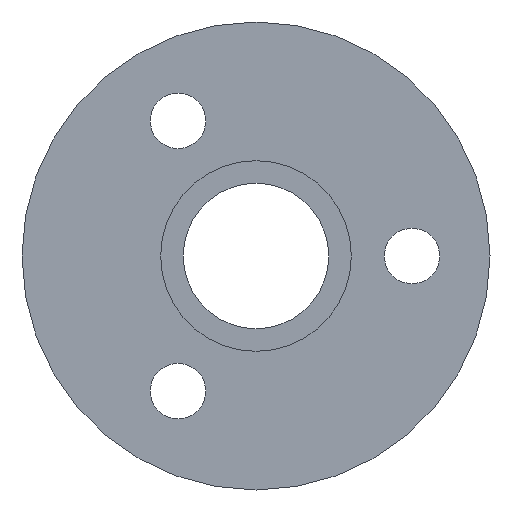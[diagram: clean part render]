
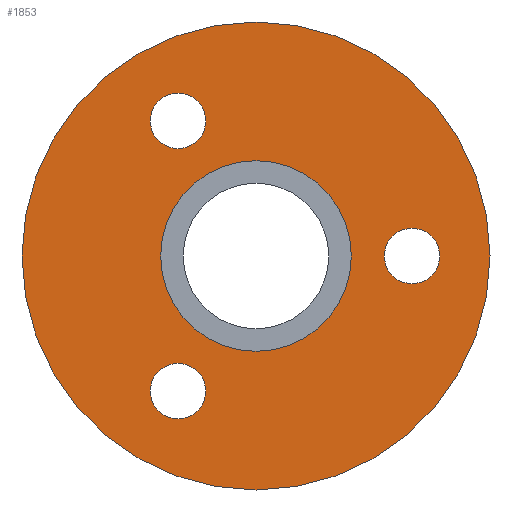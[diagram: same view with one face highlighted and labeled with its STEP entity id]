
A CAD part, left-side view. The second image highlights one B-rep face of the part: STEP entity #1853.
In plain terms, the highlighted planar face has unit normal (-1, 0, 0).
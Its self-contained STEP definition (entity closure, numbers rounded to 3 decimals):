
#126 = CYLINDRICAL_SURFACE('',#127,5.5);
#127 = AXIS2_PLACEMENT_3D('',#128,#129,#130);
#128 = CARTESIAN_POINT('',(0.,0.,0.));
#129 = DIRECTION('',(1.,0.,0.));
#130 = DIRECTION('',(0.,0.,1.));
#414 = EDGE_CURVE('',#415,#415,#417,.T.);
#415 = VERTEX_POINT('',#416);
#416 = CARTESIAN_POINT('',(0.,0.,5.5));
#417 = SURFACE_CURVE('',#418,(#423,#430),.PCURVE_S1.);
#418 = CIRCLE('',#419,5.5);
#419 = AXIS2_PLACEMENT_3D('',#420,#421,#422);
#420 = CARTESIAN_POINT('',(0.,0.,0.));
#421 = DIRECTION('',(1.,0.,-0.));
#422 = DIRECTION('',(0.,0.,1.));
#423 = PCURVE('',#126,#424);
#424 = DEFINITIONAL_REPRESENTATION('',(#425),#429);
#425 = LINE('',#426,#427);
#426 = CARTESIAN_POINT('',(0.,0.));
#427 = VECTOR('',#428,1.);
#428 = DIRECTION('',(1.,0.));
#429 = ( GEOMETRIC_REPRESENTATION_CONTEXT(2) 
PARAMETRIC_REPRESENTATION_CONTEXT() REPRESENTATION_CONTEXT('2D SPACE',''
  ) );
#430 = PCURVE('',#431,#436);
#431 = PLANE('',#432);
#432 = AXIS2_PLACEMENT_3D('',#433,#434,#435);
#433 = CARTESIAN_POINT('',(0.,0.,0.));
#434 = DIRECTION('',(1.,0.,0.));
#435 = DIRECTION('',(0.,0.,1.));
#436 = DEFINITIONAL_REPRESENTATION('',(#437),#441);
#437 = CIRCLE('',#438,5.5);
#438 = AXIS2_PLACEMENT_2D('',#439,#440);
#439 = CARTESIAN_POINT('',(0.,0.));
#440 = DIRECTION('',(1.,0.));
#441 = ( GEOMETRIC_REPRESENTATION_CONTEXT(2) 
PARAMETRIC_REPRESENTATION_CONTEXT() REPRESENTATION_CONTEXT('2D SPACE',''
  ) );
#509 = CYLINDRICAL_SURFACE('',#510,13.5);
#510 = AXIS2_PLACEMENT_3D('',#511,#512,#513);
#511 = CARTESIAN_POINT('',(9.2,0.,0.));
#512 = DIRECTION('',(-1.,0.,-0.));
#513 = DIRECTION('',(0.,0.,1.));
#1853 = ADVANCED_FACE('',(#1854,#1880,#1911,#1914,#1945),#431,.F.);
#1854 = FACE_BOUND('',#1855,.F.);
#1855 = EDGE_LOOP('',(#1856));
#1856 = ORIENTED_EDGE('',*,*,#1857,.T.);
#1857 = EDGE_CURVE('',#1858,#1858,#1860,.T.);
#1858 = VERTEX_POINT('',#1859);
#1859 = CARTESIAN_POINT('',(0.,0.,13.5));
#1860 = SURFACE_CURVE('',#1861,(#1866,#1873),.PCURVE_S1.);
#1861 = CIRCLE('',#1862,13.5);
#1862 = AXIS2_PLACEMENT_3D('',#1863,#1864,#1865);
#1863 = CARTESIAN_POINT('',(0.,0.,0.));
#1864 = DIRECTION('',(1.,0.,-0.));
#1865 = DIRECTION('',(0.,0.,1.));
#1866 = PCURVE('',#431,#1867);
#1867 = DEFINITIONAL_REPRESENTATION('',(#1868),#1872);
#1868 = CIRCLE('',#1869,13.5);
#1869 = AXIS2_PLACEMENT_2D('',#1870,#1871);
#1870 = CARTESIAN_POINT('',(0.,0.));
#1871 = DIRECTION('',(1.,0.));
#1872 = ( GEOMETRIC_REPRESENTATION_CONTEXT(2) 
PARAMETRIC_REPRESENTATION_CONTEXT() REPRESENTATION_CONTEXT('2D SPACE',''
  ) );
#1873 = PCURVE('',#509,#1874);
#1874 = DEFINITIONAL_REPRESENTATION('',(#1875),#1879);
#1875 = LINE('',#1876,#1877);
#1876 = CARTESIAN_POINT('',(-0.,9.2));
#1877 = VECTOR('',#1878,1.);
#1878 = DIRECTION('',(-1.,0.));
#1879 = ( GEOMETRIC_REPRESENTATION_CONTEXT(2) 
PARAMETRIC_REPRESENTATION_CONTEXT() REPRESENTATION_CONTEXT('2D SPACE',''
  ) );
#1880 = FACE_BOUND('',#1881,.F.);
#1881 = EDGE_LOOP('',(#1882));
#1882 = ORIENTED_EDGE('',*,*,#1883,.F.);
#1883 = EDGE_CURVE('',#1884,#1884,#1886,.T.);
#1884 = VERTEX_POINT('',#1885);
#1885 = CARTESIAN_POINT('',(0.,5.886,
    6.994));
#1886 = SURFACE_CURVE('',#1887,(#1892,#1899),.PCURVE_S1.);
#1887 = CIRCLE('',#1888,1.6);
#1888 = AXIS2_PLACEMENT_3D('',#1889,#1890,#1891);
#1889 = CARTESIAN_POINT('',(0.,4.5,7.794));
#1890 = DIRECTION('',(1.,0.,0.));
#1891 = DIRECTION('',(0.,0.866,-0.5));
#1892 = PCURVE('',#431,#1893);
#1893 = DEFINITIONAL_REPRESENTATION('',(#1894),#1898);
#1894 = CIRCLE('',#1895,1.6);
#1895 = AXIS2_PLACEMENT_2D('',#1896,#1897);
#1896 = CARTESIAN_POINT('',(7.794,-4.5));
#1897 = DIRECTION('',(-0.5,-0.866));
#1898 = ( GEOMETRIC_REPRESENTATION_CONTEXT(2) 
PARAMETRIC_REPRESENTATION_CONTEXT() REPRESENTATION_CONTEXT('2D SPACE',''
  ) );
#1899 = PCURVE('',#1900,#1905);
#1900 = CYLINDRICAL_SURFACE('',#1901,1.6);
#1901 = AXIS2_PLACEMENT_3D('',#1902,#1903,#1904);
#1902 = CARTESIAN_POINT('',(11.2,4.5,7.794));
#1903 = DIRECTION('',(1.,0.,0.));
#1904 = DIRECTION('',(0.,0.866,-0.5));
#1905 = DEFINITIONAL_REPRESENTATION('',(#1906),#1910);
#1906 = LINE('',#1907,#1908);
#1907 = CARTESIAN_POINT('',(0.,-11.2));
#1908 = VECTOR('',#1909,1.);
#1909 = DIRECTION('',(1.,0.));
#1910 = ( GEOMETRIC_REPRESENTATION_CONTEXT(2) 
PARAMETRIC_REPRESENTATION_CONTEXT() REPRESENTATION_CONTEXT('2D SPACE',''
  ) );
#1911 = FACE_BOUND('',#1912,.F.);
#1912 = EDGE_LOOP('',(#1913));
#1913 = ORIENTED_EDGE('',*,*,#414,.F.);
#1914 = FACE_BOUND('',#1915,.F.);
#1915 = EDGE_LOOP('',(#1916));
#1916 = ORIENTED_EDGE('',*,*,#1917,.F.);
#1917 = EDGE_CURVE('',#1918,#1918,#1920,.T.);
#1918 = VERTEX_POINT('',#1919);
#1919 = CARTESIAN_POINT('',(0.,3.114,
    -8.594));
#1920 = SURFACE_CURVE('',#1921,(#1926,#1933),.PCURVE_S1.);
#1921 = CIRCLE('',#1922,1.6);
#1922 = AXIS2_PLACEMENT_3D('',#1923,#1924,#1925);
#1923 = CARTESIAN_POINT('',(0.,4.5,-7.794));
#1924 = DIRECTION('',(1.,0.,0.));
#1925 = DIRECTION('',(0.,-0.866,-0.5));
#1926 = PCURVE('',#431,#1927);
#1927 = DEFINITIONAL_REPRESENTATION('',(#1928),#1932);
#1928 = CIRCLE('',#1929,1.6);
#1929 = AXIS2_PLACEMENT_2D('',#1930,#1931);
#1930 = CARTESIAN_POINT('',(-7.794,-4.5));
#1931 = DIRECTION('',(-0.5,0.866));
#1932 = ( GEOMETRIC_REPRESENTATION_CONTEXT(2) 
PARAMETRIC_REPRESENTATION_CONTEXT() REPRESENTATION_CONTEXT('2D SPACE',''
  ) );
#1933 = PCURVE('',#1934,#1939);
#1934 = CYLINDRICAL_SURFACE('',#1935,1.6);
#1935 = AXIS2_PLACEMENT_3D('',#1936,#1937,#1938);
#1936 = CARTESIAN_POINT('',(11.2,4.5,-7.794));
#1937 = DIRECTION('',(1.,0.,0.));
#1938 = DIRECTION('',(0.,-0.866,-0.5));
#1939 = DEFINITIONAL_REPRESENTATION('',(#1940),#1944);
#1940 = LINE('',#1941,#1942);
#1941 = CARTESIAN_POINT('',(0.,-11.2));
#1942 = VECTOR('',#1943,1.);
#1943 = DIRECTION('',(1.,0.));
#1944 = ( GEOMETRIC_REPRESENTATION_CONTEXT(2) 
PARAMETRIC_REPRESENTATION_CONTEXT() REPRESENTATION_CONTEXT('2D SPACE',''
  ) );
#1945 = FACE_BOUND('',#1946,.F.);
#1946 = EDGE_LOOP('',(#1947));
#1947 = ORIENTED_EDGE('',*,*,#1948,.F.);
#1948 = EDGE_CURVE('',#1949,#1949,#1951,.T.);
#1949 = VERTEX_POINT('',#1950);
#1950 = CARTESIAN_POINT('',(0.,-9.,1.6));
#1951 = SURFACE_CURVE('',#1952,(#1957,#1964),.PCURVE_S1.);
#1952 = CIRCLE('',#1953,1.6);
#1953 = AXIS2_PLACEMENT_3D('',#1954,#1955,#1956);
#1954 = CARTESIAN_POINT('',(0.,-9.,0.)
  );
#1955 = DIRECTION('',(1.,0.,0.));
#1956 = DIRECTION('',(0.,0.,1.));
#1957 = PCURVE('',#431,#1958);
#1958 = DEFINITIONAL_REPRESENTATION('',(#1959),#1963);
#1959 = CIRCLE('',#1960,1.6);
#1960 = AXIS2_PLACEMENT_2D('',#1961,#1962);
#1961 = CARTESIAN_POINT('',(0.,9.));
#1962 = DIRECTION('',(1.,0.));
#1963 = ( GEOMETRIC_REPRESENTATION_CONTEXT(2) 
PARAMETRIC_REPRESENTATION_CONTEXT() REPRESENTATION_CONTEXT('2D SPACE',''
  ) );
#1964 = PCURVE('',#1965,#1970);
#1965 = CYLINDRICAL_SURFACE('',#1966,1.6);
#1966 = AXIS2_PLACEMENT_3D('',#1967,#1968,#1969);
#1967 = CARTESIAN_POINT('',(11.2,-9.,0.));
#1968 = DIRECTION('',(1.,0.,0.));
#1969 = DIRECTION('',(0.,0.,1.));
#1970 = DEFINITIONAL_REPRESENTATION('',(#1971),#1975);
#1971 = LINE('',#1972,#1973);
#1972 = CARTESIAN_POINT('',(0.,-11.2));
#1973 = VECTOR('',#1974,1.);
#1974 = DIRECTION('',(1.,0.));
#1975 = ( GEOMETRIC_REPRESENTATION_CONTEXT(2) 
PARAMETRIC_REPRESENTATION_CONTEXT() REPRESENTATION_CONTEXT('2D SPACE',''
  ) );
